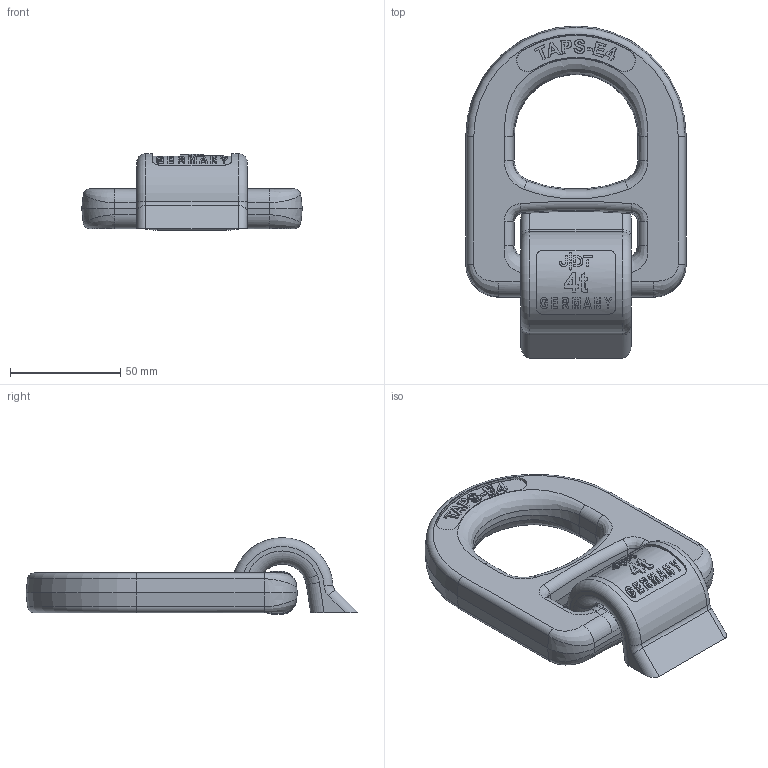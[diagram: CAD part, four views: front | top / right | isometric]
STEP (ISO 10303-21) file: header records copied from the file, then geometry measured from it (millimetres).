
FILE_DESCRIPTION(/* description */ (''),/* implementation_level */ '2;1');
FILE_NAME(/* name */ 'TAPS-E 4 90°.stp',/* time_stamp */ '2022-05-23T11:02:30+02:00',/* author */ (''),/* organization */ (''),/* preprocessor_version */ 'ST-DEVELOPER v16',/* originating_system */ 'SIEMENS PLM Software NX 11.0',/* authorisation */ '');
FILE_SCHEMA (('AUTOMOTIVE_DESIGN { 1 0 10303 214 3 1 1 1 }'));
Length unit declared in the file: millimetre
Products named in the file (1): CAD0056451_001_TAPS-E 4
Bounding box: 100 x 150.51 x 34.75 mm (x, y, z)
Volume: 172725.5 mm3; surface area: 36849 mm2
Topology: 2 solids, 2 shells, 519 faces, 1272 edges, 785 vertices
Faces by surface type: plane 213, cylinder 148, bspline 74, extrusion 50, torus 18, cone 16
Entity records: 19879 total; most frequent: CARTESIAN_POINT 8314, ORIENTED_EDGE 2544, DIRECTION 2157, EDGE_CURVE 1272, VERTEX_POINT 785, AXIS2_PLACEMENT_3D 760, VECTOR 637, LINE 587
